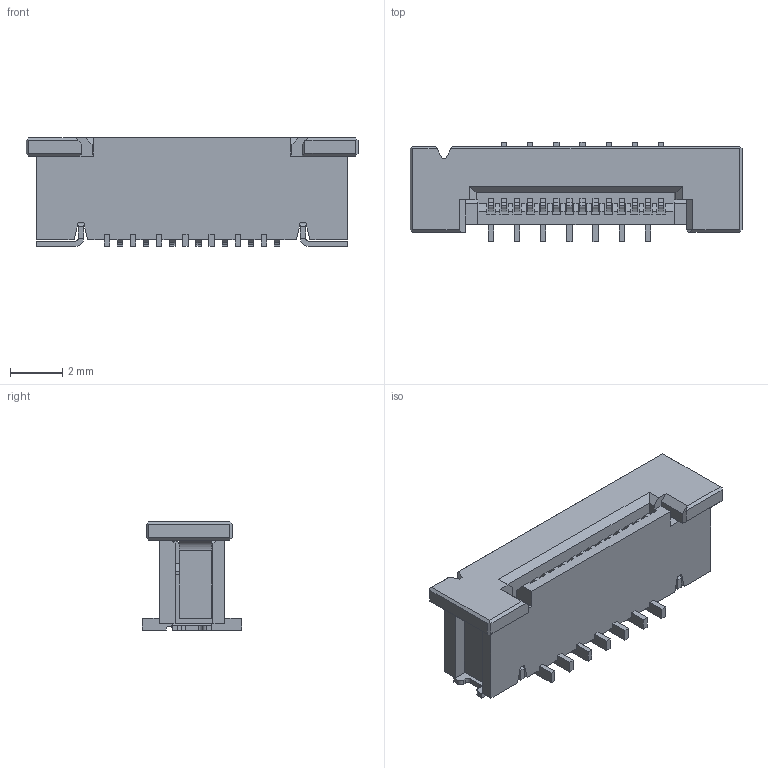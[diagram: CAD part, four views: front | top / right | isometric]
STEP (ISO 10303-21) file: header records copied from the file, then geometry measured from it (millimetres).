
FILE_DESCRIPTION(('STEP AP242'),'1');
FILE_NAME('1-1734742-4.stp','2022-08-15T17:23:19',('TraceParts'),('TraceParts S.A.'),'Spatial InterOp 3D',' ',' ');
FILE_SCHEMA(('AP242_MANAGED_MODEL_BASED_3D_ENGINEERING_MIM_LF {1 0 10303 442 1 1 4}'));
Length unit declared in the file: millimetre
Products named in the file (1): 1-1734742-4
Bounding box: 12.7 x 3.8 x 4.15 mm (x, y, z)
Volume: 101.7 mm3; surface area: 425.4 mm2
Topology: 1 solids, 1 shells, 710 faces, 2062 edges, 1347 vertices
Faces by surface type: plane 609, cylinder 101
Entity records: 23089 total; most frequent: CARTESIAN_POINT 4126, ORIENTED_EDGE 4124, DIRECTION 3684, EDGE_CURVE 2062, LINE 1858, VECTOR 1858, VERTEX_POINT 1347, AXIS2_PLACEMENT_3D 913
